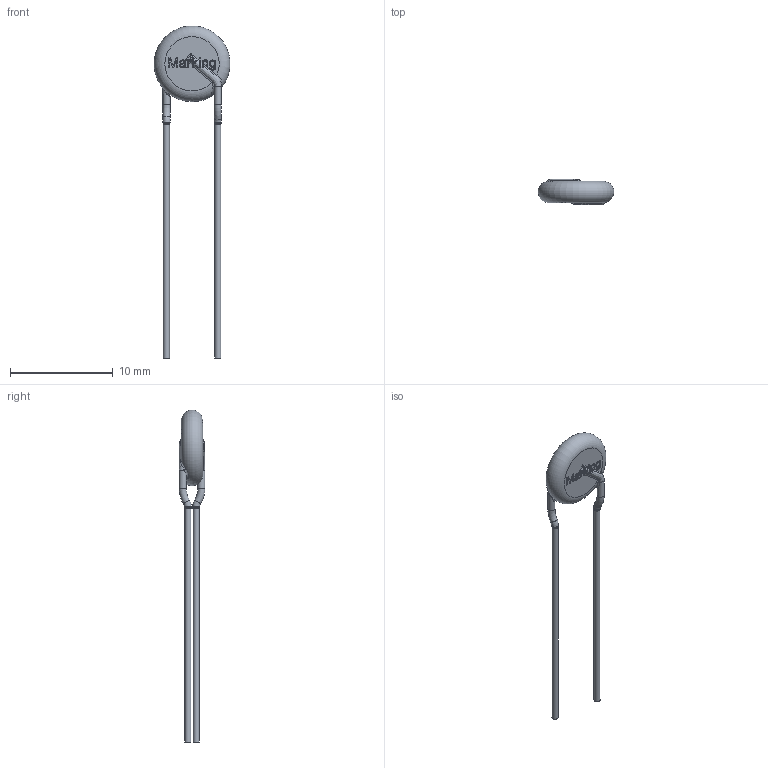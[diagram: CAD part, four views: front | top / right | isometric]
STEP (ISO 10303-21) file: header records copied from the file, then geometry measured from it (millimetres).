
FILE_DESCRIPTION(/* description */ ('Unknown'),/* implementation_level */ '2;1');
FILE_NAME(/* name */ '820571111',/* time_stamp */ '2018-10-05T12:12:49+02:00',/* author */ ('Unknown'),/* organization */ ('Unknown'),/* preprocessor_version */ 'ST-DEVELOPER v16.7',/* originating_system */ 'DEX',/* authorisation */ $);
FILE_SCHEMA (('AUTOMOTIVE_DESIGN {1 0 10303 214 3 1 1}'));
Length unit declared in the file: millimetre
Products named in the file (1): 820571111
Bounding box: 7.39 x 2.5 x 32.38 mm (x, y, z)
Volume: 96.7 mm3; surface area: 216 mm2
Topology: 1 solids, 1 shells, 201 faces, 585 edges, 388 vertices
Faces by surface type: bspline 95, plane 89, cylinder 10, torus 7
Full cylindrical faces by diameter (mm): 0.6 x2, 0.7 x2
Entity records: 12930 total; most frequent: CARTESIAN_POINT 7226, ORIENTED_EDGE 1114, EDGE_CURVE 557, DIRECTION 494, VERTEX_POINT 377, B_SPLINE_CURVE_WITH_KNOTS 307, LINE 220, VECTOR 220
